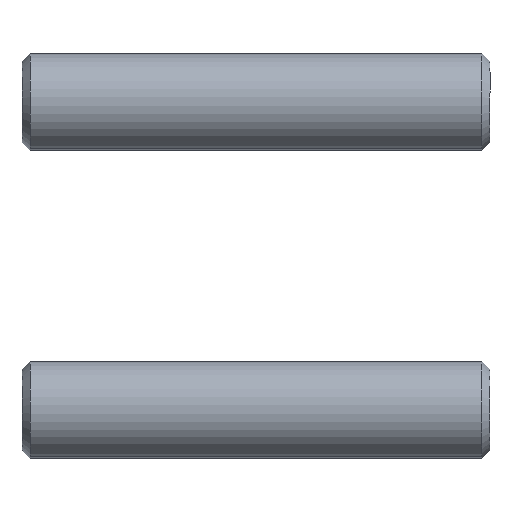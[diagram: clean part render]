
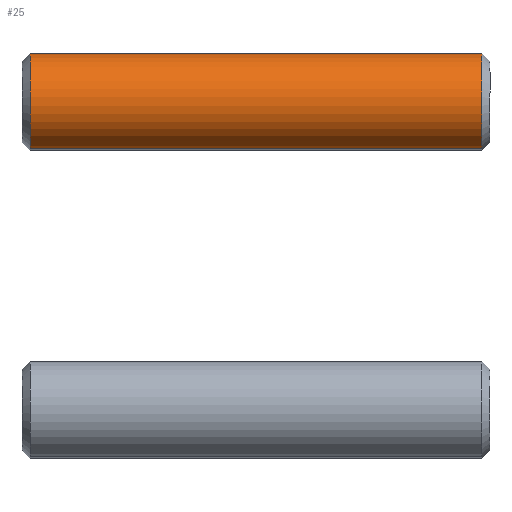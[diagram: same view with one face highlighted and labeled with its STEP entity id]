
A CAD part, front view. The second image highlights one B-rep face of the part: STEP entity #25.
In plain terms, the highlighted cylindrical face has radius 19.05 mm (diameter 38.1 mm), a partial arc.
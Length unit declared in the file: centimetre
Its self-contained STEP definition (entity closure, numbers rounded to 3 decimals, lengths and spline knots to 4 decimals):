
#23 = DIRECTION ( 'NONE',  ( 1., 0., 0. ) ) ;
#25 = ADVANCED_FACE ( 'NONE', ( #54 ), #95, .T. ) ;
#54 = FACE_OUTER_BOUND ( 'NONE', #217, .T. ) ;
#58 = VERTEX_POINT ( 'NONE', #497 ) ;
#75 = DIRECTION ( 'NONE',  ( 0., 0., -1. ) ) ;
#77 = AXIS2_PLACEMENT_3D ( 'NONE', #490, #323, #158 ) ;
#90 = EDGE_CURVE ( 'NONE', #58, #346, #235, .T. ) ;
#95 = CYLINDRICAL_SURFACE ( 'NONE', #357, 1.905 ) ;
#101 = CIRCLE ( 'NONE', #77, 1.905 ) ;
#104 = ORIENTED_EDGE ( 'NONE', *, *, #316, .T. ) ;
#113 = CARTESIAN_POINT ( 'NONE',  ( -2229.0169, 147.8408, 42.0355 ) ) ;
#157 = EDGE_CURVE ( 'NONE', #258, #484, #101, .T. ) ;
#158 = DIRECTION ( 'NONE',  ( 0., 0., -1. ) ) ;
#189 = LINE ( 'NONE', #113, #472 ) ;
#205 = VECTOR ( 'NONE', #492, 100. ) ;
#212 = CARTESIAN_POINT ( 'NONE',  ( -2229.0169, 147.8408, 43.9405 ) ) ;
#217 = EDGE_LOOP ( 'NONE', ( #353, #340, #104, #471 ) ) ;
#223 = DIRECTION ( 'NONE',  ( 1., 0., 0. ) ) ;
#235 = CIRCLE ( 'NONE', #531, 1.905 ) ;
#258 = VERTEX_POINT ( 'NONE', #405 ) ;
#265 = CARTESIAN_POINT ( 'NONE',  ( 8.89, 147.8408, 45.8455 ) ) ;
#315 = DIRECTION ( 'NONE',  ( 0., 0., -1. ) ) ;
#316 = EDGE_CURVE ( 'NONE', #484, #58, #189, .T. ) ;
#318 = CARTESIAN_POINT ( 'NONE',  ( -2229.0169, 147.8408, 45.8455 ) ) ;
#323 = DIRECTION ( 'NONE',  ( 1., 0., 0. ) ) ;
#325 = CARTESIAN_POINT ( 'NONE',  ( 8.89, 147.8408, 43.9405 ) ) ;
#328 = CARTESIAN_POINT ( 'NONE',  ( -8.89, 147.8408, 42.0355 ) ) ;
#335 = EDGE_CURVE ( 'NONE', #258, #346, #537, .T. ) ;
#340 = ORIENTED_EDGE ( 'NONE', *, *, #157, .T. ) ;
#346 = VERTEX_POINT ( 'NONE', #265 ) ;
#353 = ORIENTED_EDGE ( 'NONE', *, *, #335, .F. ) ;
#357 = AXIS2_PLACEMENT_3D ( 'NONE', #212, #223, #315 ) ;
#405 = CARTESIAN_POINT ( 'NONE',  ( -8.89, 147.8408, 45.8455 ) ) ;
#453 = DIRECTION ( 'NONE',  ( -1., 0., 0. ) ) ;
#471 = ORIENTED_EDGE ( 'NONE', *, *, #90, .T. ) ;
#472 = VECTOR ( 'NONE', #23, 100. ) ;
#484 = VERTEX_POINT ( 'NONE', #328 ) ;
#490 = CARTESIAN_POINT ( 'NONE',  ( -8.89, 147.8408, 43.9405 ) ) ;
#492 = DIRECTION ( 'NONE',  ( 1., 0., 0. ) ) ;
#497 = CARTESIAN_POINT ( 'NONE',  ( 8.89, 147.8408, 42.0355 ) ) ;
#531 = AXIS2_PLACEMENT_3D ( 'NONE', #325, #453, #75 ) ;
#537 = LINE ( 'NONE', #318, #205 ) ;
